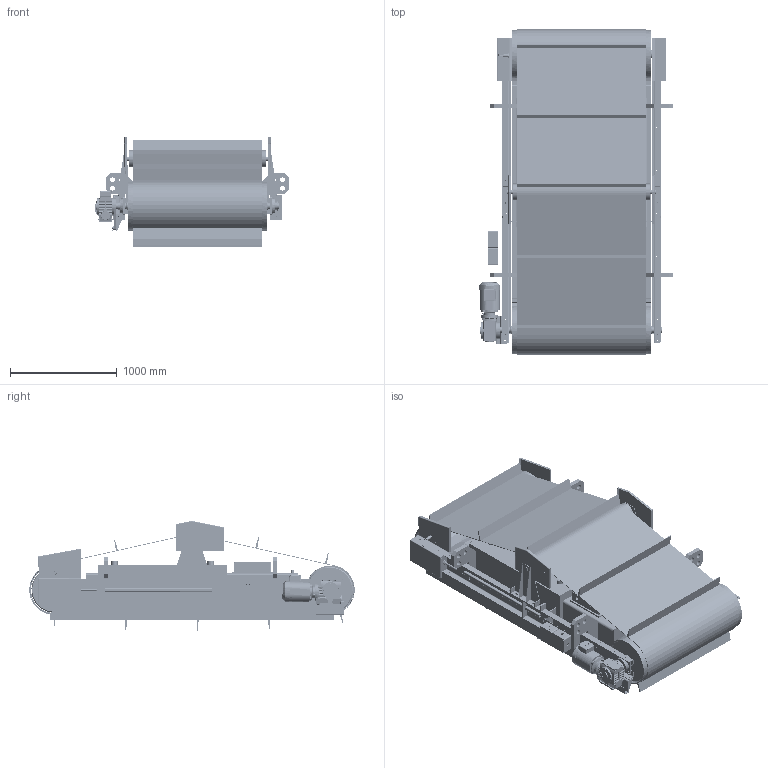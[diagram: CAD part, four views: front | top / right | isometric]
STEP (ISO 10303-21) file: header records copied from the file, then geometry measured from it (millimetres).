
FILE_DESCRIPTION(/* description */ ('SEEB'),/* implementation_level */ '2;1');
FILE_NAME(/* name */ 'SEEB120023.stp',/* time_stamp */ '2017-05-12T11:15:30+02:00',/* author */ ('dd'),/* organization */ (''),/* preprocessor_version */ 'ST-DEVELOPER v16.5',/* originating_system */ 'Autodesk Inventor 2017',/* authorisation */ '');
FILE_SCHEMA (('AUTOMOTIVE_DESIGN { 1 0 10303 214 3 1 1 }'));
Length unit declared in the file: millimetre
Products named in the file (1): SEEB120023
Bounding box: 1812.76 x 3045.55 x 1029.57 mm (x, y, z)
Volume: 348835175 mm3; surface area: 62282115.4 mm2
Topology: 150 solids, 166 shells, 4607 faces, 11391 edges, 7295 vertices
Faces by surface type: plane 2193, cylinder 1574, cone 385, torus 302, bspline 117, sphere 36
Full cylindrical faces by diameter (mm): 4 x7, 4.134 x12, 4.917 x48, 5.5 x2, 6 x20, 6.4 x10, 6.5 x32, 6.647 x16, 7 x26, 7.5 x8, 8 x16, 9 x4, 10 x66, 10.106 x2, 10.4 x1, 10.8 x10, 11 x41, 12 x20, 13 x4, 13.835 x1, 14 x24, 14.2 x6, 16 x38, 17 x3, 17.294 x14, 18 x16, 18.376 x3, 20 x3, 20.752 x4, 21 x7
Entity records: 141044 total; most frequent: CARTESIAN_POINT 30443, DIRECTION 22269, ORIENTED_EDGE 20220, EDGE_CURVE 10110, AXIS2_PLACEMENT_3D 8490, VERTEX_POINT 6929, EDGE_LOOP 6515, LINE 5289
